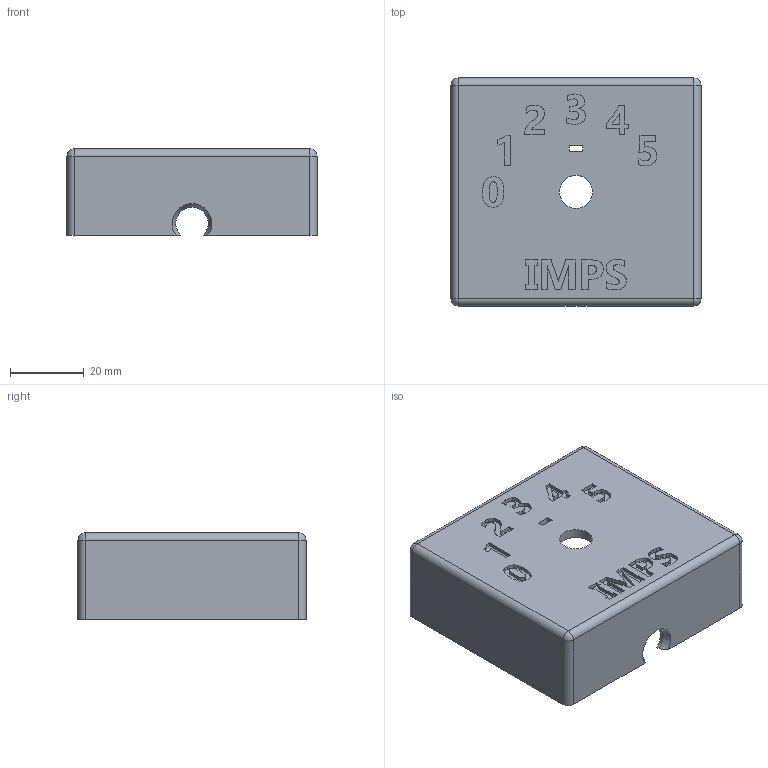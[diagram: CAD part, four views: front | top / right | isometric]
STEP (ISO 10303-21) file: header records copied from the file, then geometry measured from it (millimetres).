
FILE_DESCRIPTION(/* description */ (''),/* implementation_level */ '2;1');
FILE_NAME(/* name */ 'IMPS Case Top.step',/* time_stamp */ '2024-06-01T16:55:44-07:00',/* author */ (''),/* organization */ (''),/* preprocessor_version */ 'ST-DEVELOPER v20',/* originating_system */ 'Autodesk Translation Framework v12.14.0.127',/* authorisation */ '');
FILE_SCHEMA (('AUTOMOTIVE_DESIGN { 1 0 10303 214 3 1 1 }'));
Length unit declared in the file: millimetre
Products named in the file (1): IMPS Enclosure
Bounding box: 68 x 62 x 23.5 mm (x, y, z)
Volume: 28458.4 mm3; surface area: 19933 mm2
Topology: 1 solids, 1 shells, 267 faces, 717 edges, 474 vertices
Faces by surface type: bspline 127, plane 110, cylinder 24, sphere 4, cone 2
Full cylindrical faces by diameter (mm): 3.2 x4, 5 x4, 9 x1, 12 x1
Entity records: 8499 total; most frequent: CARTESIAN_POINT 2610, ORIENTED_EDGE 1434, DIRECTION 791, EDGE_CURVE 717, VERTEX_POINT 474, LINE 409, VECTOR 409, EDGE_LOOP 293
